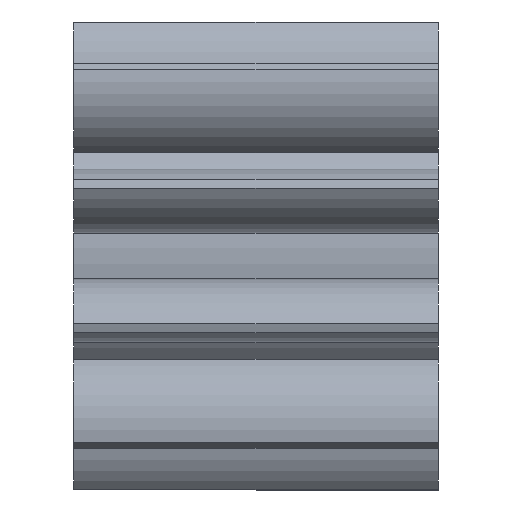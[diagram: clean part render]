
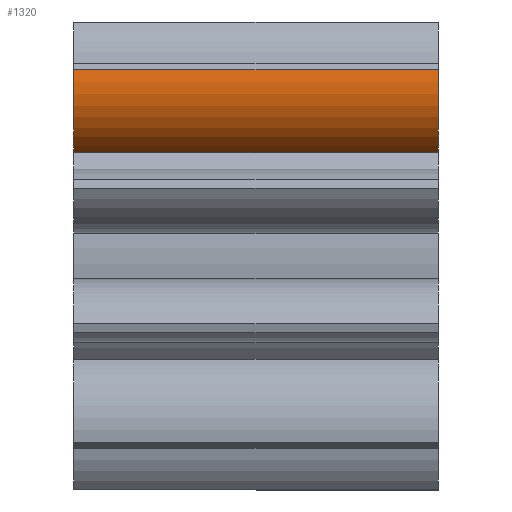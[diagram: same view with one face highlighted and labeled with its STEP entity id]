
A CAD part, front view. The second image highlights one B-rep face of the part: STEP entity #1320.
In plain terms, the highlighted cylindrical face has radius 6 mm (diameter 12 mm), a partial arc.
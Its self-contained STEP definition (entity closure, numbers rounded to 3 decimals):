
#68 = ORIENTED_EDGE ( 'NONE', *, *, #1569, .T. ) ;
#91 = DIRECTION ( 'NONE',  ( 0., 0.588, 0.809 ) ) ;
#110 = CARTESIAN_POINT ( 'NONE',  ( 28., -10.878, 14.341 ) ) ;
#190 = CARTESIAN_POINT ( 'NONE',  ( 0., -4.991, 13.182 ) ) ;
#233 = CARTESIAN_POINT ( 'NONE',  ( 28., -7.948, 7.961 ) ) ;
#383 = CARTESIAN_POINT ( 'NONE',  ( 0., -10.878, 14.341 ) ) ;
#428 = CIRCLE ( 'NONE', #653, 6. ) ;
#478 = VERTEX_POINT ( 'NONE', #383 ) ;
#525 = ORIENTED_EDGE ( 'NONE', *, *, #814, .F. ) ;
#604 = DIRECTION ( 'NONE',  ( -1., 0., 0. ) ) ;
#624 = CARTESIAN_POINT ( 'NONE',  ( 36., -7.948, 7.961 ) ) ;
#625 = VECTOR ( 'NONE', #1148, 1000. ) ;
#653 = AXIS2_PLACEMENT_3D ( 'NONE', #1053, #779, #1582 ) ;
#697 = EDGE_CURVE ( 'NONE', #1240, #1168, #428, .T. ) ;
#779 = DIRECTION ( 'NONE',  ( 1., 0., 0. ) ) ;
#814 = EDGE_CURVE ( 'NONE', #1168, #1315, #1293, .T. ) ;
#843 = EDGE_CURVE ( 'NONE', #1315, #478, #1646, .T. ) ;
#949 = ORIENTED_EDGE ( 'NONE', *, *, #697, .F. ) ;
#966 = EDGE_LOOP ( 'NONE', ( #949, #68, #1434, #525 ) ) ;
#1025 = DIRECTION ( 'NONE',  ( 0., 0., 1. ) ) ;
#1027 = CARTESIAN_POINT ( 'NONE',  ( 18., -10.878, 14.341 ) ) ;
#1053 = CARTESIAN_POINT ( 'NONE',  ( 28., -4.991, 13.182 ) ) ;
#1077 = VECTOR ( 'NONE', #1286, 1000. ) ;
#1148 = DIRECTION ( 'NONE',  ( -1., 0., 0. ) ) ;
#1168 = VERTEX_POINT ( 'NONE', #233 ) ;
#1177 = AXIS2_PLACEMENT_3D ( 'NONE', #1276, #604, #1025 ) ;
#1195 = DIRECTION ( 'NONE',  ( -1., 0., 0. ) ) ;
#1240 = VERTEX_POINT ( 'NONE', #110 ) ;
#1276 = CARTESIAN_POINT ( 'NONE',  ( 36., -4.991, 13.182 ) ) ;
#1285 = FACE_OUTER_BOUND ( 'NONE', #966, .T. ) ;
#1286 = DIRECTION ( 'NONE',  ( -1., 0., 0. ) ) ;
#1293 = LINE ( 'NONE', #624, #625 ) ;
#1315 = VERTEX_POINT ( 'NONE', #1680 ) ;
#1320 = ADVANCED_FACE ( 'NONE', ( #1285 ), #1435, .T. ) ;
#1434 = ORIENTED_EDGE ( 'NONE', *, *, #843, .F. ) ;
#1435 = CYLINDRICAL_SURFACE ( 'NONE', #1177, 6. ) ;
#1550 = LINE ( 'NONE', #1027, #1077 ) ;
#1569 = EDGE_CURVE ( 'NONE', #1240, #478, #1550, .T. ) ;
#1582 = DIRECTION ( 'NONE',  ( 0., 0., 1. ) ) ;
#1592 = AXIS2_PLACEMENT_3D ( 'NONE', #190, #1195, #91 ) ;
#1646 = CIRCLE ( 'NONE', #1592, 6. ) ;
#1680 = CARTESIAN_POINT ( 'NONE',  ( 0., -7.948, 7.961 ) ) ;
